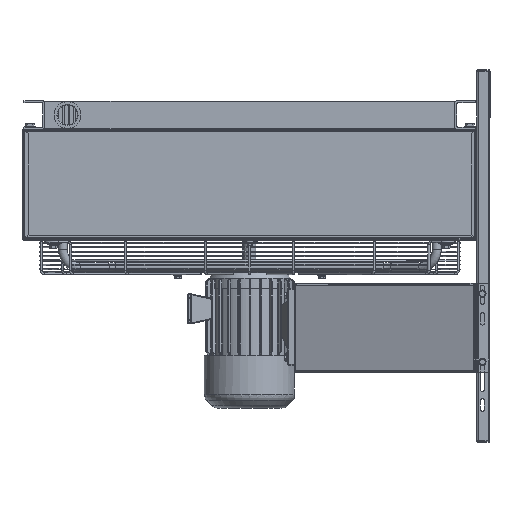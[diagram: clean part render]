
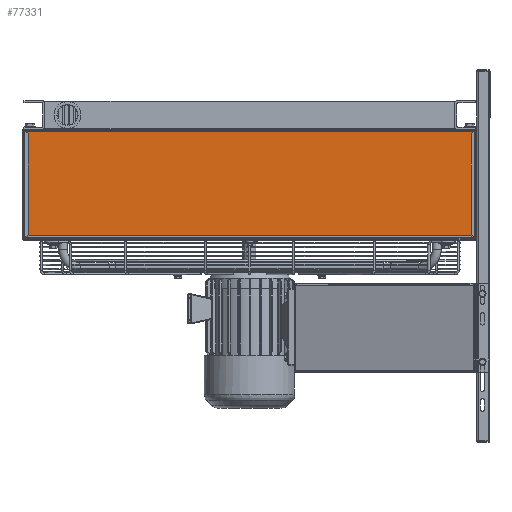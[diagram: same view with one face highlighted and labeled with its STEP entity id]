
A CAD part, left-side view. The second image highlights one B-rep face of the part: STEP entity #77331.
In plain terms, the highlighted planar face has unit normal (-1, 0, 0).
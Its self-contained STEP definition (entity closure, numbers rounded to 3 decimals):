
#71135=CARTESIAN_POINT('',(-509.,-505.,243.75));
#71136=VERTEX_POINT('',#71135);
#71174=CARTESIAN_POINT('',(-509.,-499.,237.75));
#71175=VERTEX_POINT('',#71174);
#71176=CARTESIAN_POINT('',(-509.,-499.,237.75));
#71177=DIRECTION('',(0.0,-0.707,0.707));
#71178=VECTOR('',#71177,8.485);
#71179=LINE('',#71176,#71178);
#71180=EDGE_CURVE('',#71175,#71136,#71179,.T.);
#71212=CARTESIAN_POINT('',(-509.,-499.,11.75));
#71213=VERTEX_POINT('',#71212);
#71214=CARTESIAN_POINT('',(-509.,-499.,11.75));
#71215=DIRECTION('',(0.0,0.0,1.0));
#71216=VECTOR('',#71215,226.);
#71217=LINE('',#71214,#71216);
#71218=EDGE_CURVE('',#71213,#71175,#71217,.T.);
#71245=CARTESIAN_POINT('',(-509.,-507.,3.75));
#71246=VERTEX_POINT('',#71245);
#71260=CARTESIAN_POINT('',(-509.,-507.,3.75));
#71261=DIRECTION('',(0.,0.707,0.707));
#71262=VECTOR('',#71261,11.314);
#71263=LINE('',#71260,#71262);
#71264=EDGE_CURVE('',#71246,#71213,#71263,.T.);
#72625=CARTESIAN_POINT('',(-509.,507.,3.75));
#72626=VERTEX_POINT('',#72625);
#72805=CARTESIAN_POINT('',(-509.,499.,237.75));
#72806=VERTEX_POINT('',#72805);
#72813=CARTESIAN_POINT('',(-509.,505.,243.75));
#72814=VERTEX_POINT('',#72813);
#72815=CARTESIAN_POINT('',(-509.,499.,237.75));
#72816=DIRECTION('',(0.0,0.707,0.707));
#72817=VECTOR('',#72816,8.485);
#72818=LINE('',#72815,#72817);
#72819=EDGE_CURVE('',#72806,#72814,#72818,.T.);
#72835=CARTESIAN_POINT('',(-509.,499.,11.75));
#72836=VERTEX_POINT('',#72835);
#72837=CARTESIAN_POINT('',(-509.,499.,11.75));
#72838=DIRECTION('',(0.0,0.0,1.0));
#72839=VECTOR('',#72838,226.);
#72840=LINE('',#72837,#72839);
#72841=EDGE_CURVE('',#72836,#72806,#72840,.T.);
#72867=CARTESIAN_POINT('',(-509.,507.,3.75));
#72868=DIRECTION('',(0.,-0.707,0.707));
#72869=VECTOR('',#72868,11.314);
#72870=LINE('',#72867,#72869);
#72871=EDGE_CURVE('',#72626,#72836,#72870,.T.);
#73407=CARTESIAN_POINT('',(-509.,497.,9.75));
#73408=VERTEX_POINT('',#73407);
#73415=CARTESIAN_POINT('',(-509.,503.,3.75));
#73416=VERTEX_POINT('',#73415);
#73417=CARTESIAN_POINT('',(-509.,497.,9.75));
#73418=DIRECTION('',(0.,0.707,-0.707));
#73419=VECTOR('',#73418,8.485);
#73420=LINE('',#73417,#73419);
#73421=EDGE_CURVE('',#73408,#73416,#73420,.T.);
#73437=CARTESIAN_POINT('',(-509.,-497.,9.75));
#73438=VERTEX_POINT('',#73437);
#73439=CARTESIAN_POINT('',(-509.,-497.,9.75));
#73440=DIRECTION('',(0.0,1.0,0.0));
#73441=VECTOR('',#73440,994.);
#73442=LINE('',#73439,#73441);
#73443=EDGE_CURVE('',#73438,#73408,#73442,.T.);
#73485=CARTESIAN_POINT('',(-509.,-503.,3.75));
#73486=VERTEX_POINT('',#73485);
#73511=CARTESIAN_POINT('',(-509.,-503.,3.75));
#73512=DIRECTION('',(0.0,0.707,0.707));
#73513=VECTOR('',#73512,8.485);
#73514=LINE('',#73511,#73513);
#73515=EDGE_CURVE('',#73486,#73438,#73514,.T.);
#77197=CARTESIAN_POINT('',(-509.,-505.,243.75));
#77198=DIRECTION('',(0.0,1.0,0.0));
#77199=VECTOR('',#77198,1010.);
#77200=LINE('',#77197,#77199);
#77201=EDGE_CURVE('',#71136,#72814,#77200,.T.);
#77302=CARTESIAN_POINT('',(-509.,0.,123.75));
#77303=DIRECTION('',(1.0,0.0,0.0));
#77304=DIRECTION('',(0.0,0.0,1.0));
#77305=AXIS2_PLACEMENT_3D('',#77302,#77303,#77304);
#77306=PLANE('',#77305);
#77307=ORIENTED_EDGE('',*,*,#73515,.F.);
#77308=CARTESIAN_POINT('',(-509.,-503.,3.75));
#77309=DIRECTION('',(0.,-1.0,0.));
#77310=VECTOR('',#77309,4.);
#77311=LINE('',#77308,#77310);
#77312=EDGE_CURVE('',#73486,#71246,#77311,.T.);
#77313=ORIENTED_EDGE('',*,*,#77312,.T.);
#77314=ORIENTED_EDGE('',*,*,#71264,.T.);
#77315=ORIENTED_EDGE('',*,*,#71218,.T.);
#77316=ORIENTED_EDGE('',*,*,#71180,.T.);
#77317=ORIENTED_EDGE('',*,*,#77201,.T.);
#77318=ORIENTED_EDGE('',*,*,#72819,.F.);
#77319=ORIENTED_EDGE('',*,*,#72841,.F.);
#77320=ORIENTED_EDGE('',*,*,#72871,.F.);
#77321=CARTESIAN_POINT('',(-509.,507.,3.75));
#77322=DIRECTION('',(0.,-1.0,0.));
#77323=VECTOR('',#77322,4.);
#77324=LINE('',#77321,#77323);
#77325=EDGE_CURVE('',#72626,#73416,#77324,.T.);
#77326=ORIENTED_EDGE('',*,*,#77325,.T.);
#77327=ORIENTED_EDGE('',*,*,#73421,.F.);
#77328=ORIENTED_EDGE('',*,*,#73443,.F.);
#77329=EDGE_LOOP('',(#77307,#77313,#77314,#77315,#77316,#77317,#77318,#77319,#77320,#77326,#77327,#77328));
#77330=FACE_OUTER_BOUND('',#77329,.T.);
#77331=ADVANCED_FACE('',(#77330),#77306,.F.);
